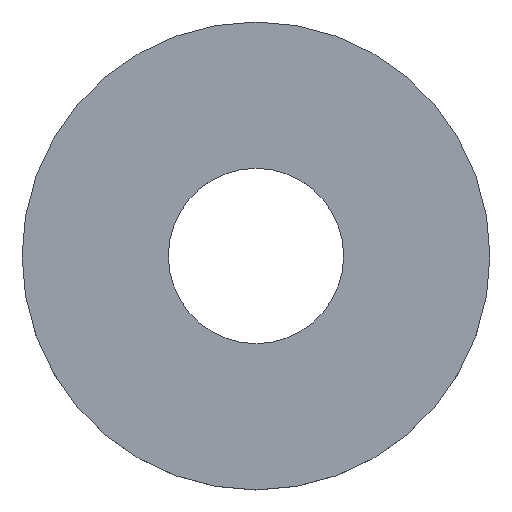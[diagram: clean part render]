
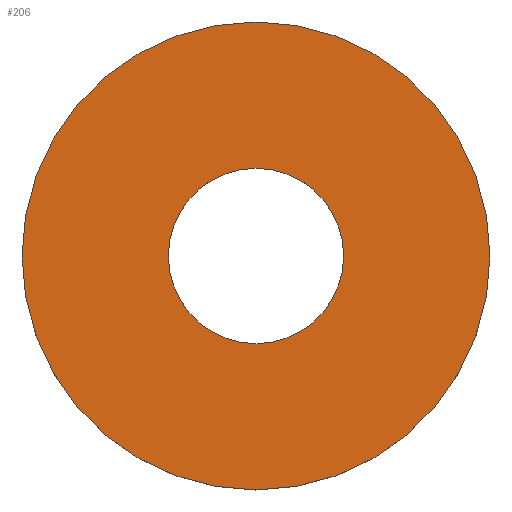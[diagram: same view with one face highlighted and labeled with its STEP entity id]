
A CAD part, top view. The second image highlights one B-rep face of the part: STEP entity #206.
In plain terms, the highlighted planar face has unit normal (0, 0, 1).
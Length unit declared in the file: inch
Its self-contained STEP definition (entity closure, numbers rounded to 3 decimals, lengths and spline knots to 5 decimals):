
#9 = PLANE ( 'NONE',  #34 ) ;
#20 = ORIENTED_EDGE ( 'NONE', *, *, #98, .F. ) ;
#26 = CARTESIAN_POINT ( 'NONE',  ( 0., 0., 0.0625 ) ) ;
#27 = ORIENTED_EDGE ( 'NONE', *, *, #153, .F. ) ;
#31 = CIRCLE ( 'NONE', #113, 0.75 ) ;
#34 = AXIS2_PLACEMENT_3D ( 'NONE', #35, #152, #191 ) ;
#35 = CARTESIAN_POINT ( 'NONE',  ( 0., 0., 0.0625 ) ) ;
#38 = CIRCLE ( 'NONE', #149, 0.281 ) ;
#50 = CARTESIAN_POINT ( 'NONE',  ( 0.281, 0., 0.0625 ) ) ;
#69 = CARTESIAN_POINT ( 'NONE',  ( 0., 0., 0.0625 ) ) ;
#87 = CARTESIAN_POINT ( 'NONE',  ( 0., 0., 0.0625 ) ) ;
#91 = CIRCLE ( 'NONE', #207, 0.75 ) ;
#93 = VERTEX_POINT ( 'NONE', #99 ) ;
#94 = VERTEX_POINT ( 'NONE', #239 ) ;
#98 = EDGE_CURVE ( 'NONE', #94, #237, #119, .T. ) ;
#99 = CARTESIAN_POINT ( 'NONE',  ( 0.75, 0., 0.0625 ) ) ;
#102 = VERTEX_POINT ( 'NONE', #175 ) ;
#113 = AXIS2_PLACEMENT_3D ( 'NONE', #87, #202, #179 ) ;
#114 = ORIENTED_EDGE ( 'NONE', *, *, #188, .T. ) ;
#119 = CIRCLE ( 'NONE', #236, 0.281 ) ;
#121 = DIRECTION ( 'NONE',  ( 1., 0., 0. ) ) ;
#131 = FACE_BOUND ( 'NONE', #167, .T. ) ;
#149 = AXIS2_PLACEMENT_3D ( 'NONE', #69, #245, #163 ) ;
#151 = DIRECTION ( 'NONE',  ( 1., 0., 0. ) ) ;
#152 = DIRECTION ( 'NONE',  ( 0., 0., 1. ) ) ;
#153 = EDGE_CURVE ( 'NONE', #237, #94, #38, .T. ) ;
#157 = CARTESIAN_POINT ( 'NONE',  ( 0., 0., 0.0625 ) ) ;
#159 = EDGE_CURVE ( 'NONE', #93, #102, #31, .T. ) ;
#163 = DIRECTION ( 'NONE',  ( 1., 0., 0. ) ) ;
#167 = EDGE_LOOP ( 'NONE', ( #27, #20 ) ) ;
#175 = CARTESIAN_POINT ( 'NONE',  ( -0.75, 0., 0.0625 ) ) ;
#179 = DIRECTION ( 'NONE',  ( 1., 0., 0. ) ) ;
#186 = ORIENTED_EDGE ( 'NONE', *, *, #159, .T. ) ;
#187 = EDGE_LOOP ( 'NONE', ( #186, #114 ) ) ;
#188 = EDGE_CURVE ( 'NONE', #102, #93, #91, .T. ) ;
#191 = DIRECTION ( 'NONE',  ( 1., 0., 0. ) ) ;
#202 = DIRECTION ( 'NONE',  ( 0., 0., 1. ) ) ;
#206 = ADVANCED_FACE ( 'NONE', ( #252, #131 ), #9, .T. ) ;
#207 = AXIS2_PLACEMENT_3D ( 'NONE', #26, #251, #151 ) ;
#219 = DIRECTION ( 'NONE',  ( 0., 0., 1. ) ) ;
#236 = AXIS2_PLACEMENT_3D ( 'NONE', #157, #219, #121 ) ;
#237 = VERTEX_POINT ( 'NONE', #50 ) ;
#239 = CARTESIAN_POINT ( 'NONE',  ( -0.281, 0., 0.0625 ) ) ;
#245 = DIRECTION ( 'NONE',  ( 0., 0., 1. ) ) ;
#251 = DIRECTION ( 'NONE',  ( 0., 0., 1. ) ) ;
#252 = FACE_OUTER_BOUND ( 'NONE', #187, .T. ) ;
